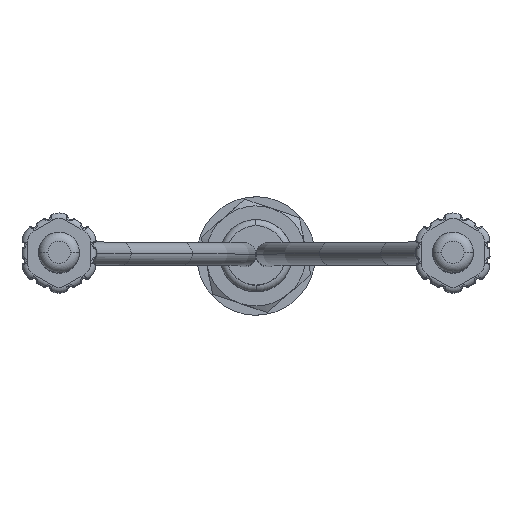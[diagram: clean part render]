
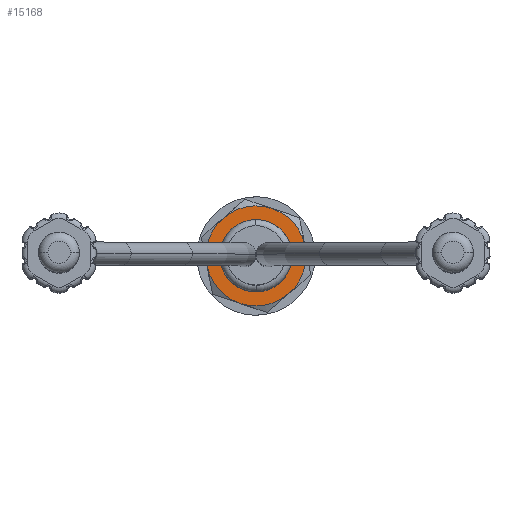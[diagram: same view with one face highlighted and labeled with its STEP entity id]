
A CAD part, top view. The second image highlights one B-rep face of the part: STEP entity #15168.
In plain terms, the highlighted planar face has unit normal (0, 0, 1).
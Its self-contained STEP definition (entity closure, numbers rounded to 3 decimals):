
#3398=CARTESIAN_POINT('',(0.,0.,9.89));
#3399=DIRECTION('',(0.,0.,-1.));
#3400=DIRECTION('',(-0.981,-0.195,0.));
#3401=AXIS2_PLACEMENT_3D('',#3398,#3399,#3400);
#3421=CARTESIAN_POINT('',(0.,0.,9.89));
#3422=DIRECTION('',(0.,0.,-1.));
#3423=DIRECTION('',(0.981,0.195,0.));
#3424=AXIS2_PLACEMENT_3D('',#3421,#3422,#3423);
#3426=CARTESIAN_POINT('',(0.,0.,9.89));
#3427=DIRECTION('',(0.,0.,-1.));
#3428=DIRECTION('',(0.322,0.947,0.));
#3429=AXIS2_PLACEMENT_3D('',#3426,#3427,#3428);
#3431=CARTESIAN_POINT('',(0.,0.,9.89));
#3432=DIRECTION('',(0.,0.,-1.));
#3433=DIRECTION('',(0.981,0.195,0.));
#3434=AXIS2_PLACEMENT_3D('',#3431,#3432,#3433);
#3436=CARTESIAN_POINT('',(0.,0.,9.89));
#3437=DIRECTION('',(0.,0.,-1.));
#3438=DIRECTION('',(0.659,-0.752,0.));
#3439=AXIS2_PLACEMENT_3D('',#3436,#3437,#3438);
#3441=CARTESIAN_POINT('',(0.,0.,9.89));
#3442=DIRECTION('',(0.,0.,-1.));
#3443=DIRECTION('',(-0.322,-0.947,0.));
#3444=AXIS2_PLACEMENT_3D('',#3441,#3442,#3443);
#3446=CARTESIAN_POINT('',(0.,0.,9.89));
#3447=DIRECTION('',(0.,0.,-1.));
#3448=DIRECTION('',(-0.981,-0.195,0.));
#3449=AXIS2_PLACEMENT_3D('',#3446,#3447,#3448);
#3451=CARTESIAN_POINT('',(0.,0.,9.89));
#3452=DIRECTION('',(0.,0.,-1.));
#3453=DIRECTION('',(-0.659,0.752,0.));
#3454=AXIS2_PLACEMENT_3D('',#3451,#3452,#3453);
#9149=CARTESIAN_POINT('',(0.868,2.557,9.89));
#9150=CARTESIAN_POINT('',(2.648,0.526,9.89));
#9151=VERTEX_POINT('',#9149);
#9152=VERTEX_POINT('',#9150);
#9153=CARTESIAN_POINT('',(1.78,-2.03,9.89));
#9154=VERTEX_POINT('',#9153);
#9155=CARTESIAN_POINT('',(-0.868,-2.557,
9.89));
#9156=VERTEX_POINT('',#9155);
#9157=CARTESIAN_POINT('',(-2.648,-0.526,
9.89));
#9158=VERTEX_POINT('',#9157);
#9159=CARTESIAN_POINT('',(-1.78,2.03,9.89));
#9160=VERTEX_POINT('',#9159);
#9201=CARTESIAN_POINT('',(1.844,0.367,9.89));
#9202=VERTEX_POINT('',#9201);
#9203=CARTESIAN_POINT('',(-1.844,-0.367,
9.89));
#9204=VERTEX_POINT('',#9203);
#15145=CARTESIAN_POINT('',(0.,0.,9.89));
#15146=DIRECTION('',(0.,0.,1.));
#15147=DIRECTION('',(0.981,0.195,0.));
#15148=AXIS2_PLACEMENT_3D('',#15145,#15146,#15147);
#15149=PLANE('',#15148);
#15151=ORIENTED_EDGE('',*,*,#15150,.T.);
#15153=ORIENTED_EDGE('',*,*,#15152,.T.);
#15155=ORIENTED_EDGE('',*,*,#15154,.T.);
#15157=ORIENTED_EDGE('',*,*,#15156,.T.);
#15159=ORIENTED_EDGE('',*,*,#15158,.T.);
#15161=ORIENTED_EDGE('',*,*,#15160,.T.);
#15162=EDGE_LOOP('',(#15151,#15153,#15155,#15157,#15159,#15161));
#15163=FACE_OUTER_BOUND('',#15162,.F.);
#15164=ORIENTED_EDGE('',*,*,#15131,.F.);
#15165=ORIENTED_EDGE('',*,*,#15089,.F.);
#15166=EDGE_LOOP('',(#15164,#15165));
#15167=FACE_BOUND('',#15166,.F.);
#15168=ADVANCED_FACE('',(#15163,#15167),#15149,.T.);
#3402=CIRCLE('',#3401,1.88);
#3425=CIRCLE('',#3424,1.88);
#3430=CIRCLE('',#3429,2.7);
#3435=CIRCLE('',#3434,2.7);
#3440=CIRCLE('',#3439,2.7);
#3445=CIRCLE('',#3444,2.7);
#3450=CIRCLE('',#3449,2.7);
#3455=CIRCLE('',#3454,2.7);
#15089=EDGE_CURVE('',#9204,#9202,#3402,.T.);
#15131=EDGE_CURVE('',#9202,#9204,#3425,.T.);
#15150=EDGE_CURVE('',#9151,#9152,#3430,.T.);
#15152=EDGE_CURVE('',#9152,#9154,#3435,.T.);
#15154=EDGE_CURVE('',#9154,#9156,#3440,.T.);
#15156=EDGE_CURVE('',#9156,#9158,#3445,.T.);
#15158=EDGE_CURVE('',#9158,#9160,#3450,.T.);
#15160=EDGE_CURVE('',#9160,#9151,#3455,.T.);
